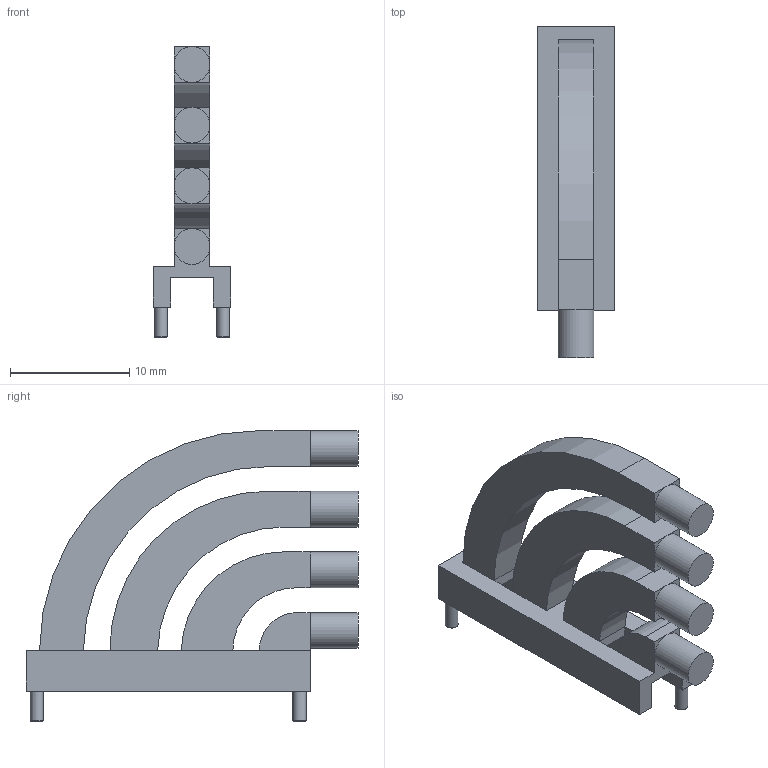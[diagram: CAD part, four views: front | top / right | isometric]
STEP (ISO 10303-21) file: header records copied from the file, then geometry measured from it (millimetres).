
FILE_DESCRIPTION(/* description */ ('Unknown'),/* implementation_level */ '2;1');
FILE_NAME(/* name */ 'LPF-C014301S',/* time_stamp */ '2024-01-09T19:02:29+02:00',/* author */ ('Unknown'),/* organization */ ('Unknown'),/* preprocessor_version */ 'ST-DEVELOPER v18.102',/* originating_system */ 'Solid Edge',/* authorisation */ 'Unknown');
FILE_SCHEMA (('AUTOMOTIVE_DESIGN {1 0 10303 214 3 1 1}'));
Length unit declared in the file: millimetre
Products named in the file (1): LPF-C014301S
Bounding box: 6.5 x 27.8 x 24.36 mm (x, y, z)
Volume: 1134.1 mm3; surface area: 1646.4 mm2
Topology: 1 solids, 1 shells, 68 faces, 162 edges, 97 vertices
Faces by surface type: plane 53, cylinder 13, cone 2
Full cylindrical faces by diameter (mm): 1.1 x2, 3 x4
Entity records: 1885 total; most frequent: DIRECTION 327, CARTESIAN_POINT 312, ORIENTED_EDGE 300, EDGE_CURVE 150, LINE 111, VECTOR 111, AXIS2_PLACEMENT_3D 108, VERTEX_POINT 93
